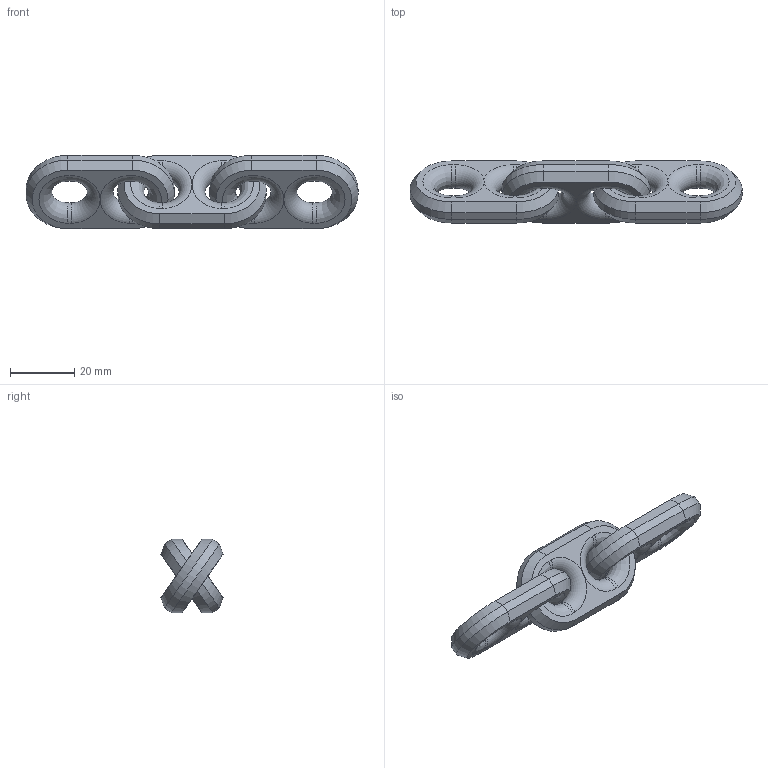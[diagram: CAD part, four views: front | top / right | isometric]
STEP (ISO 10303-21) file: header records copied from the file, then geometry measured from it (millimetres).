
FILE_DESCRIPTION(('FreeCAD Model'),'2;1');
FILE_NAME('Open CASCADE Shape Model','2024-03-30T11:41:35',(''),(''), 'Open CASCADE STEP processor 7.6','FreeCAD','Unknown');
FILE_SCHEMA(('AUTOMOTIVE_DESIGN { 1 0 10303 214 1 1 1 1 }'));
Length unit declared in the file: millimetre
Products named in the file (1): Compound
Bounding box: 103 x 19.27 x 22.74 mm (x, y, z)
Volume: 17510.2 mm3; surface area: 8154.2 mm2
Topology: 3 solids, 3 shells, 66 faces, 198 edges, 132 vertices
Faces by surface type: plane 24, revolution 18, cylinder 12, torus 6, extrusion 6
Entity records: 2458 total; most frequent: CARTESIAN_POINT 463, DIRECTION 434, ORIENTED_EDGE 396, EDGE_CURVE 198, AXIS2_PLACEMENT_3D 157, VERTEX_POINT 132, CIRCLE 114, VECTOR 102
